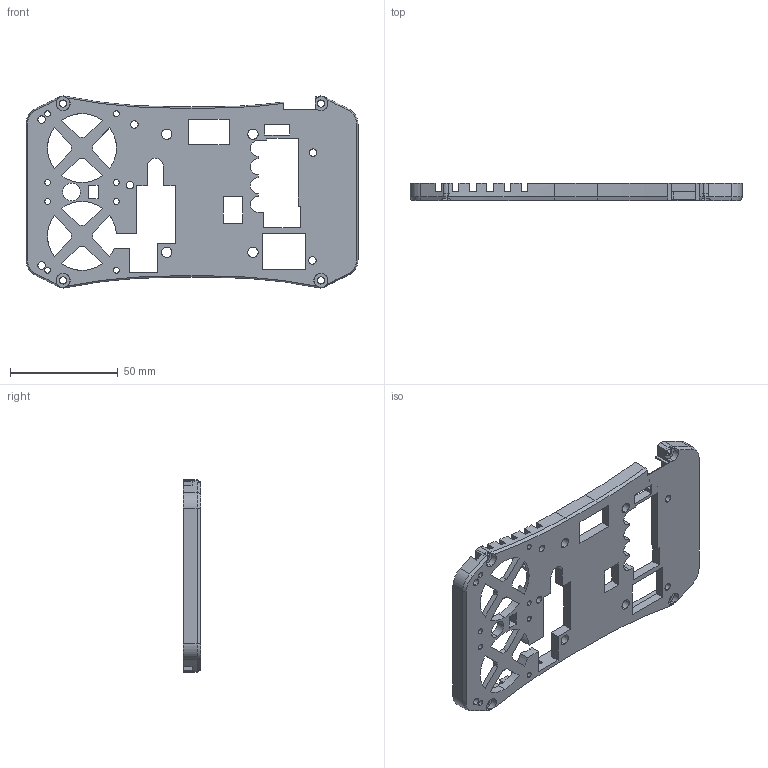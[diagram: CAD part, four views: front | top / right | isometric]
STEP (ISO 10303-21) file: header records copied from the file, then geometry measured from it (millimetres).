
FILE_DESCRIPTION (( 'STEP AP214' ), '1' );
FILE_NAME ('綴裔-2025040202.STEP', '2025-04-02T05:03:33', ( '' ), ( '' ), 'SwSTEP 2.0', 'SolidWorks 2018', '' );
FILE_SCHEMA (( 'AUTOMOTIVE_DESIGN' ));
Length unit declared in the file: millimetre
Products named in the file (1): 綴裔-2025040202
Bounding box: 154.2 x 8 x 89.2 mm (x, y, z)
Volume: 39978.6 mm3; surface area: 28306.4 mm2
Topology: 1 solids, 1 shells, 312 faces, 953 edges, 628 vertices
Faces by surface type: plane 193, cylinder 100, cone 19
Entity records: 10894 total; most frequent: CARTESIAN_POINT 2082, ORIENTED_EDGE 1906, DIRECTION 1784, EDGE_CURVE 953, LINE 656, VECTOR 656, VERTEX_POINT 628, AXIS2_PLACEMENT_3D 564
